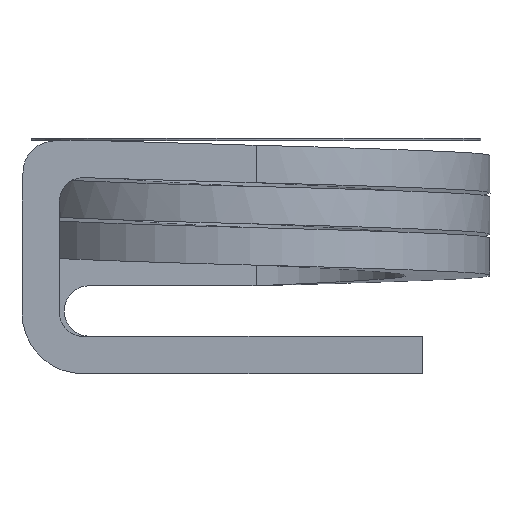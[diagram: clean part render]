
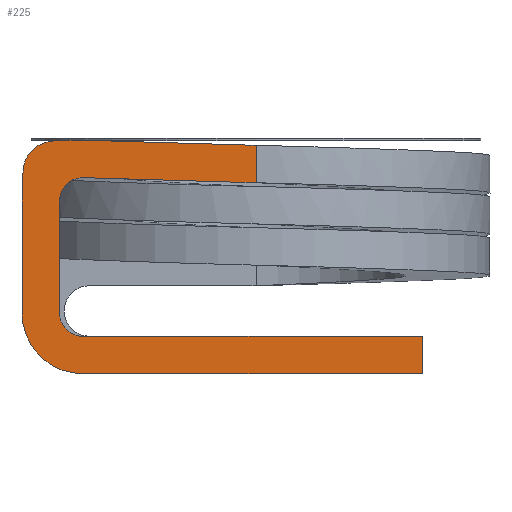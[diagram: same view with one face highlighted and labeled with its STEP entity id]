
A CAD part, left-side view. The second image highlights one B-rep face of the part: STEP entity #225.
In plain terms, the highlighted planar face has unit normal (-1, 0, 0).
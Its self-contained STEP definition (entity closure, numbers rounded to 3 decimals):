
#225 = ADVANCED_FACE( '', ( #493 ), #494, .F. );
#493 = FACE_OUTER_BOUND( '', #1026, .T. );
#494 = PLANE( '', #1027 );
#1026 = EDGE_LOOP( '', ( #1582, #1583, #1584, #1585, #1586, #1587, #1588, #1589, #1590, #1591, #1592, #1593 ) );
#1027 = AXIS2_PLACEMENT_3D( '', #1594, #1595, #1596 );
#1582 = ORIENTED_EDGE( '', *, *, #2493, .F. );
#1583 = ORIENTED_EDGE( '', *, *, #2444, .T. );
#1584 = ORIENTED_EDGE( '', *, *, #2537, .T. );
#1585 = ORIENTED_EDGE( '', *, *, #2534, .T. );
#1586 = ORIENTED_EDGE( '', *, *, #2538, .F. );
#1587 = ORIENTED_EDGE( '', *, *, #2539, .F. );
#1588 = ORIENTED_EDGE( '', *, *, #2540, .F. );
#1589 = ORIENTED_EDGE( '', *, *, #2409, .F. );
#1590 = ORIENTED_EDGE( '', *, *, #2448, .T. );
#1591 = ORIENTED_EDGE( '', *, *, #2541, .T. );
#1592 = ORIENTED_EDGE( '', *, *, #2542, .T. );
#1593 = ORIENTED_EDGE( '', *, *, #2543, .T. );
#1594 = CARTESIAN_POINT( '', ( -5., 0., 1.8 ) );
#1595 = DIRECTION( '', ( 1., 0., 0. ) );
#1596 = DIRECTION( '', ( 0., 0., -1. ) );
#2409 = EDGE_CURVE( '', #2777, #2779, #2780, .F. );
#2444 = EDGE_CURVE( '', #2792, #2803, #2841, .T. );
#2448 = EDGE_CURVE( '', #2777, #2845, #2847, .T. );
#2493 = EDGE_CURVE( '', #2792, #2920, #2921, .T. );
#2534 = EDGE_CURVE( '', #2987, #2985, #2988, .T. );
#2537 = EDGE_CURVE( '', #2803, #2987, #2991, .T. );
#2538 = EDGE_CURVE( '', #2992, #2985, #2993, .T. );
#2539 = EDGE_CURVE( '', #2994, #2992, #2995, .T. );
#2540 = EDGE_CURVE( '', #2779, #2994, #2996, .T. );
#2541 = EDGE_CURVE( '', #2845, #2997, #2998, .T. );
#2542 = EDGE_CURVE( '', #2997, #2999, #3000, .T. );
#2543 = EDGE_CURVE( '', #2999, #2920, #3001, .T. );
#2777 = VERTEX_POINT( '', #3353 );
#2779 = VERTEX_POINT( '', #3356 );
#2780 = LINE( '', #3357, #3358 );
#2792 = VERTEX_POINT( '', #3405 );
#2803 = VERTEX_POINT( '', #3519 );
#2841 = LINE( '', #3643, #3644 );
#2845 = VERTEX_POINT( '', #3648 );
#2847 = LINE( '', #3651, #3652 );
#2920 = VERTEX_POINT( '', #3837 );
#2921 = LINE( '', #3838, #3839 );
#2985 = VERTEX_POINT( '', #3993 );
#2987 = VERTEX_POINT( '', #3996 );
#2988 = B_SPLINE_CURVE_WITH_KNOTS( '', 3, ( #3997, #3998, #3999, #4000, #4001, #4002, #4003, #4004, #4005, #4006, #4007, #4008, #4009, #4010, #4011, #4012, #4013, #4014, #4015, #4016 ), .UNSPECIFIED., .F., .F., ( 4, 2, 2, 2, 2, 2, 2, 2, 2, 4 ), ( 0., 0.242, 0.363, 0.484, 0.549, 0.613, 0.678, 0.742, 0.871, 1. ), .UNSPECIFIED. );
#2991 = LINE( '', #4020, #4021 );
#2992 = VERTEX_POINT( '', #4022 );
#2993 = LINE( '', #4023, #4024 );
#2994 = VERTEX_POINT( '', #4025 );
#2995 = CIRCLE( '', #4026, 1.3 );
#2996 = LINE( '', #4027, #4028 );
#2997 = VERTEX_POINT( '', #4029 );
#2998 = CIRCLE( '', #4030, 0.5 );
#2999 = VERTEX_POINT( '', #4031 );
#3000 = LINE( '', #4032, #4033 );
#3001 = CIRCLE( '', #4034, 0.5 );
#3353 = CARTESIAN_POINT( '', ( -5., -3.55, -1.48 ) );
#3356 = CARTESIAN_POINT( '', ( -5., -3.55, -2.28 ) );
#3357 = CARTESIAN_POINT( '', ( -5., -3.55, -2.28 ) );
#3358 = VECTOR( '', #4805, 1000. );
#3405 = CARTESIAN_POINT( '', ( -5., 0., 1.8 ) );
#3519 = CARTESIAN_POINT( '', ( -5., 0., 2.6 ) );
#3643 = CARTESIAN_POINT( '', ( -5., 0., 1.8 ) );
#3644 = VECTOR( '', #4820, 1000. );
#3648 = CARTESIAN_POINT( '', ( -5., 3.7, -1.48 ) );
#3651 = CARTESIAN_POINT( '', ( -5., -3.55, -1.48 ) );
#3652 = VECTOR( '', #4825, 1000. );
#3837 = CARTESIAN_POINT( '', ( -5., 3.68, 1.909 ) );
#3838 = CARTESIAN_POINT( '', ( -5., 0., 1.8 ) );
#3839 = VECTOR( '', #4843, 1000. );
#3993 = CARTESIAN_POINT( '', ( -5., 5., 1.409 ) );
#3996 = CARTESIAN_POINT( '', ( -5., 3.667, 2.709 ) );
#3997 = CARTESIAN_POINT( '', ( -5., 3.66, 2.709 ) );
#3998 = CARTESIAN_POINT( '', ( -5., 3.812, 2.714 ) );
#3999 = CARTESIAN_POINT( '', ( -5., 3.971, 2.72 ) );
#4000 = CARTESIAN_POINT( '', ( -5., 4.203, 2.711 ) );
#4001 = CARTESIAN_POINT( '', ( -5., 4.28, 2.705 ) );
#4002 = CARTESIAN_POINT( '', ( -5., 4.437, 2.679 ) );
#4003 = CARTESIAN_POINT( '', ( -5., 4.517, 2.661 ) );
#4004 = CARTESIAN_POINT( '', ( -5., 4.65, 2.599 ) );
#4005 = CARTESIAN_POINT( '', ( -5., 4.7, 2.57 ) );
#4006 = CARTESIAN_POINT( '', ( -5., 4.793, 2.493 ) );
#4007 = CARTESIAN_POINT( '', ( -5., 4.836, 2.445 ) );
#4008 = CARTESIAN_POINT( '', ( -5., 4.901, 2.342 ) );
#4009 = CARTESIAN_POINT( '', ( -5., 4.924, 2.29 ) );
#4010 = CARTESIAN_POINT( '', ( -5., 4.957, 2.189 ) );
#4011 = CARTESIAN_POINT( '', ( -5., 4.968, 2.141 ) );
#4012 = CARTESIAN_POINT( '', ( -5., 4.99, 1.999 ) );
#4013 = CARTESIAN_POINT( '', ( -5., 4.995, 1.905 ) );
#4014 = CARTESIAN_POINT( '', ( -5., 5., 1.685 ) );
#4015 = CARTESIAN_POINT( '', ( -5., 5., 1.56 ) );
#4016 = CARTESIAN_POINT( '', ( -5., 5., 1.409 ) );
#4020 = CARTESIAN_POINT( '', ( -5., 0., 2.6 ) );
#4021 = VECTOR( '', #4868, 1000. );
#4022 = CARTESIAN_POINT( '', ( -5., 5., -0.98 ) );
#4023 = CARTESIAN_POINT( '', ( -5., 5., -0.98 ) );
#4024 = VECTOR( '', #4869, 1000. );
#4025 = CARTESIAN_POINT( '', ( -5., 3.7, -2.28 ) );
#4026 = AXIS2_PLACEMENT_3D( '', #4870, #4871, #4872 );
#4027 = CARTESIAN_POINT( '', ( -5., -3.55, -2.28 ) );
#4028 = VECTOR( '', #4873, 1000. );
#4029 = CARTESIAN_POINT( '', ( -5., 4.2, -0.98 ) );
#4030 = AXIS2_PLACEMENT_3D( '', #4874, #4875, #4876 );
#4031 = CARTESIAN_POINT( '', ( -5., 4.2, 1.409 ) );
#4032 = CARTESIAN_POINT( '', ( -5., 4.2, -0.98 ) );
#4033 = VECTOR( '', #4877, 1000. );
#4034 = AXIS2_PLACEMENT_3D( '', #4878, #4879, #4880 );
#4805 = DIRECTION( '', ( 0., 0., 1. ) );
#4820 = DIRECTION( '', ( 0., 0., 1. ) );
#4825 = DIRECTION( '', ( 0., 1., 0. ) );
#4843 = DIRECTION( '', ( 0., 1., 0.03 ) );
#4868 = DIRECTION( '', ( 0., 1., 0.03 ) );
#4869 = DIRECTION( '', ( 0., 0., 1. ) );
#4870 = CARTESIAN_POINT( '', ( -5., 3.7, -0.98 ) );
#4871 = DIRECTION( '', ( 1., 0., 0. ) );
#4872 = DIRECTION( '', ( 0., 0., -1. ) );
#4873 = DIRECTION( '', ( 0., 1., 0. ) );
#4874 = CARTESIAN_POINT( '', ( -5., 3.7, -0.98 ) );
#4875 = DIRECTION( '', ( 1., 0., 0. ) );
#4876 = DIRECTION( '', ( 0., 0., -1. ) );
#4877 = DIRECTION( '', ( 0., 0., 1. ) );
#4878 = CARTESIAN_POINT( '', ( -5., 3.7, 1.409 ) );
#4879 = DIRECTION( '', ( 1., 0., 0. ) );
#4880 = DIRECTION( '', ( 0., 0., -1. ) );
